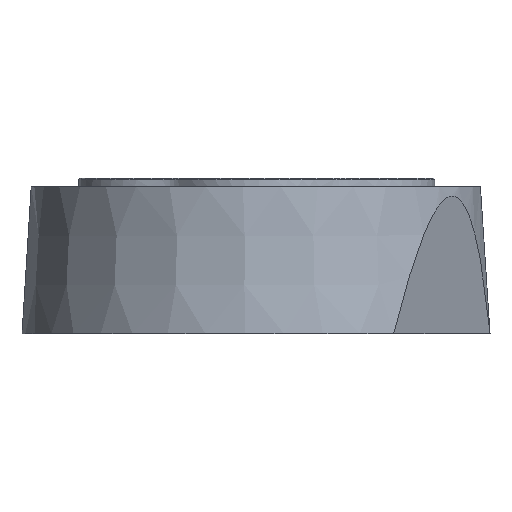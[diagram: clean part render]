
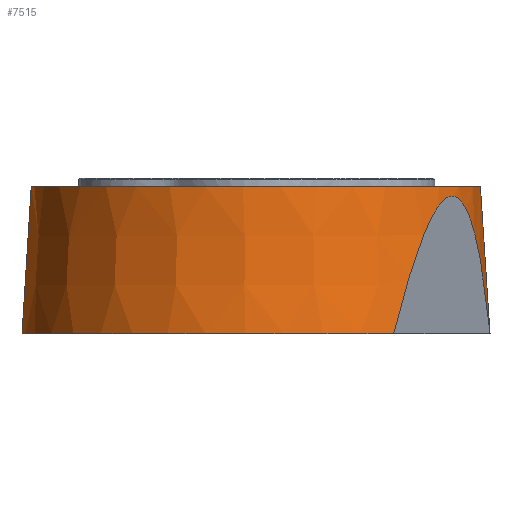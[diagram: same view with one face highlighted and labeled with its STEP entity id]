
A CAD part, front view. The second image highlights one B-rep face of the part: STEP entity #7515.
In plain terms, the highlighted conical face has half-angle 3.59 degrees and reference radius 39.511 mm.
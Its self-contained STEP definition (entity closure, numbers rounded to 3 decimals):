
#781 = DIRECTION ( 'NONE',  ( 1., 0., 0. ) ) ;
#893 = CIRCLE ( 'NONE', #3479, 39.511 ) ;
#1003 = EDGE_CURVE ( 'NONE', #10287, #2929, #10180, .T. ) ;
#1017 = CARTESIAN_POINT ( 'NONE',  ( -41.13, 0., 0. ) ) ;
#1253 = EDGE_LOOP ( 'NONE', ( #2712, #10235, #4206, #1429, #3812 ) ) ;
#1401 = CARTESIAN_POINT ( 'NONE',  ( 39.218, -4.804, 25.8 ) ) ;
#1429 = ORIENTED_EDGE ( 'NONE', *, *, #3960, .F. ) ;
#1467 = CARTESIAN_POINT ( 'NONE',  ( 24.029, -33.381, 0. ) ) ;
#2139 = CARTESIAN_POINT ( 'NONE',  ( 39.218, -4.804, 25.8 ) ) ;
#2199 = VERTEX_POINT ( 'NONE', #6912 ) ;
#2339 = CARTESIAN_POINT ( 'NONE',  ( 0., 0., 0. ) ) ;
#2411 = EDGE_CURVE ( 'NONE', #11057, #10287, #3261, .T. ) ;
#2449 = CARTESIAN_POINT ( 'NONE',  ( 0., 0., 25.8 ) ) ;
#2712 = ORIENTED_EDGE ( 'NONE', *, *, #5833, .F. ) ;
#2717 = AXIS2_PLACEMENT_3D ( 'NONE', #2339, #4064, #781 ) ;
#2843 = VERTEX_POINT ( 'NONE', #1401 ) ;
#2929 = VERTEX_POINT ( 'NONE', #1467 ) ;
#3199 = DIRECTION ( 'NONE',  ( 1., 0., 0. ) ) ;
#3261 = LINE ( 'NONE', #4235, #6183 ) ;
#3298 =( BOUNDED_CURVE ( )  B_SPLINE_CURVE ( 3, ( #4948, #9126, #4888, #10088 ),
 .UNSPECIFIED., .F., .F. ) 
 B_SPLINE_CURVE_WITH_KNOTS ( ( 4, 4 ),
 ( 2.97, 3.316 ),
 .UNSPECIFIED. ) 
 CURVE ( )  GEOMETRIC_REPRESENTATION_ITEM ( )  RATIONAL_B_SPLINE_CURVE ( ( 1., 0.99, 0.99, 1. ) ) 
 REPRESENTATION_ITEM ( '' )  );
#3479 = AXIS2_PLACEMENT_3D ( 'NONE', #2449, #7535, #3199 ) ;
#3812 = ORIENTED_EDGE ( 'NONE', *, *, #4794, .T. ) ;
#3960 = EDGE_CURVE ( 'NONE', #2199, #2929, #3298, .T. ) ;
#4064 = DIRECTION ( 'NONE',  ( 0., 0., 1. ) ) ;
#4121 = DIRECTION ( 'NONE',  ( -1., 0., 0. ) ) ;
#4206 = ORIENTED_EDGE ( 'NONE', *, *, #1003, .T. ) ;
#4235 = CARTESIAN_POINT ( 'NONE',  ( -39.511, 0., 25.8 ) ) ;
#4292 = DIRECTION ( 'NONE',  ( 0., 0., -1. ) ) ;
#4794 = EDGE_CURVE ( 'NONE', #2199, #2843, #11140, .T. ) ;
#4888 = CARTESIAN_POINT ( 'NONE',  ( 32.032, -25.138, 32.112 ) ) ;
#4948 = CARTESIAN_POINT ( 'NONE',  ( 40.869, -4.309, 0.55 ) ) ;
#5108 = AXIS2_PLACEMENT_3D ( 'NONE', #7717, #4292, #4121 ) ;
#5833 = EDGE_CURVE ( 'NONE', #11057, #2843, #893, .T. ) ;
#6183 = VECTOR ( 'NONE', #10219, 1000. ) ;
#6912 = CARTESIAN_POINT ( 'NONE',  ( 40.869, -4.309, 0.55 ) ) ;
#7515 = ADVANCED_FACE ( 'NONE', ( #11151 ), #10769, .T. ) ;
#7535 = DIRECTION ( 'NONE',  ( 0., 0., 1. ) ) ;
#7717 = CARTESIAN_POINT ( 'NONE',  ( 0., 0., 25.8 ) ) ;
#8052 = CARTESIAN_POINT ( 'NONE',  ( -39.511, 0., 25.8 ) ) ;
#9057 = CARTESIAN_POINT ( 'NONE',  ( 40.869, -4.309, 0.55 ) ) ;
#9126 = CARTESIAN_POINT ( 'NONE',  ( 37.702, -15.35, 32.298 ) ) ;
#10088 = CARTESIAN_POINT ( 'NONE',  ( 24.029, -33.381, 0. ) ) ;
#10131 = CARTESIAN_POINT ( 'NONE',  ( 39.77, -4.639, 17.383 ) ) ;
#10180 = CIRCLE ( 'NONE', #2717, 41.13 ) ;
#10219 = DIRECTION ( 'NONE',  ( -0.063, 0., -0.998 ) ) ;
#10235 = ORIENTED_EDGE ( 'NONE', *, *, #2411, .T. ) ;
#10287 = VERTEX_POINT ( 'NONE', #1017 ) ;
#10769 = CONICAL_SURFACE ( 'NONE', #5108, 39.511, 0.063 ) ;
#10992 = CARTESIAN_POINT ( 'NONE',  ( 40.321, -4.475, 8.967 ) ) ;
#11057 = VERTEX_POINT ( 'NONE', #8052 ) ;
#11140 = B_SPLINE_CURVE_WITH_KNOTS ( 'NONE', 3,
 ( #9057, #10992, #10131, #2139 ),
 .UNSPECIFIED., .F., .F.,
 ( 4, 4 ),
 ( 0.001, 0.026 ),
 .UNSPECIFIED. ) ;
#11151 = FACE_OUTER_BOUND ( 'NONE', #1253, .T. ) ;
